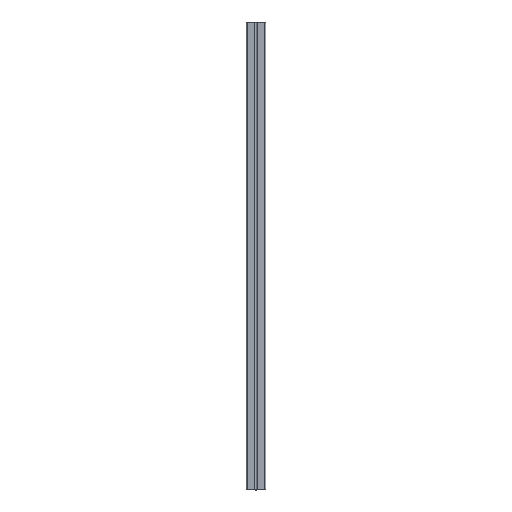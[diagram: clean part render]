
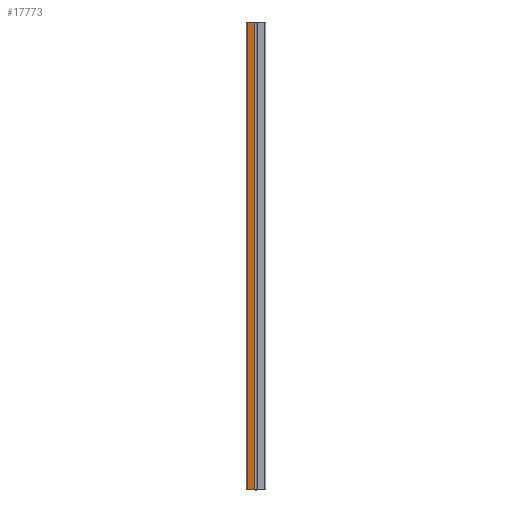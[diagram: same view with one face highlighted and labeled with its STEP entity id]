
A CAD part, left-side view. The second image highlights one B-rep face of the part: STEP entity #17773.
In plain terms, the highlighted planar face has unit normal (-1, 0, 0).
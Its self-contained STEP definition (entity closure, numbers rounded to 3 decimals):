
#2595 = DIRECTION ( 'NONE',  ( 0., 1., 0. ) ) ;
#5158 = CARTESIAN_POINT ( 'NONE',  ( -20.5, 0., -500. ) ) ;
#6287 = ORIENTED_EDGE ( 'NONE', *, *, #56532, .T. ) ;
#8991 = CARTESIAN_POINT ( 'NONE',  ( -20.5, 18.75, -500. ) ) ;
#10324 = LINE ( 'NONE', #8991, #39607 ) ;
#10417 = DIRECTION ( 'NONE',  ( 0., 0., 1. ) ) ;
#13735 = DIRECTION ( 'NONE',  ( 0., 0., -1. ) ) ;
#14112 = ORIENTED_EDGE ( 'NONE', *, *, #55969, .F. ) ;
#15566 = CARTESIAN_POINT ( 'NONE',  ( -20.5, 0., -1000. ) ) ;
#15771 = AXIS2_PLACEMENT_3D ( 'NONE', #5158, #40013, #13735 ) ;
#17567 = VERTEX_POINT ( 'NONE', #43679 ) ;
#17773 = ADVANCED_FACE ( 'NONE', ( #22192 ), #35413, .F. ) ;
#17843 = VECTOR ( 'NONE', #2595, 1000. ) ;
#18555 = LINE ( 'NONE', #15566, #17843 ) ;
#19011 = ORIENTED_EDGE ( 'NONE', *, *, #24872, .T. ) ;
#19220 = VECTOR ( 'NONE', #10417, 1000. ) ;
#20656 = CARTESIAN_POINT ( 'NONE',  ( -20.5, 0., 0. ) ) ;
#22100 = DIRECTION ( 'NONE',  ( 0., 0., 1. ) ) ;
#22192 = FACE_OUTER_BOUND ( 'NONE', #30030, .T. ) ;
#24872 = EDGE_CURVE ( 'NONE', #40387, #17567, #30760, .T. ) ;
#24952 = ORIENTED_EDGE ( 'NONE', *, *, #47146, .F. ) ;
#25172 = LINE ( 'NONE', #20656, #44264 ) ;
#29190 = DIRECTION ( 'NONE',  ( 0., 1., 0. ) ) ;
#29701 = CARTESIAN_POINT ( 'NONE',  ( -20.5, 2.25, -1000. ) ) ;
#30030 = EDGE_LOOP ( 'NONE', ( #6287, #14112, #24952, #19011 ) ) ;
#30760 = LINE ( 'NONE', #36473, #19220 ) ;
#34212 = CARTESIAN_POINT ( 'NONE',  ( -20.5, 18.75, -1000. ) ) ;
#35413 = PLANE ( 'NONE',  #15771 ) ;
#36473 = CARTESIAN_POINT ( 'NONE',  ( -20.5, 2.25, -500. ) ) ;
#36739 = VERTEX_POINT ( 'NONE', #56060 ) ;
#39607 = VECTOR ( 'NONE', #22100, 1000. ) ;
#40013 = DIRECTION ( 'NONE',  ( 1., 0., 0. ) ) ;
#40387 = VERTEX_POINT ( 'NONE', #29701 ) ;
#43679 = CARTESIAN_POINT ( 'NONE',  ( -20.5, 2.25, 0. ) ) ;
#44264 = VECTOR ( 'NONE', #29190, 1000. ) ;
#47146 = EDGE_CURVE ( 'NONE', #40387, #51549, #18555, .T. ) ;
#51549 = VERTEX_POINT ( 'NONE', #34212 ) ;
#55969 = EDGE_CURVE ( 'NONE', #51549, #36739, #10324, .T. ) ;
#56060 = CARTESIAN_POINT ( 'NONE',  ( -20.5, 18.75, 0. ) ) ;
#56532 = EDGE_CURVE ( 'NONE', #17567, #36739, #25172, .T. ) ;
